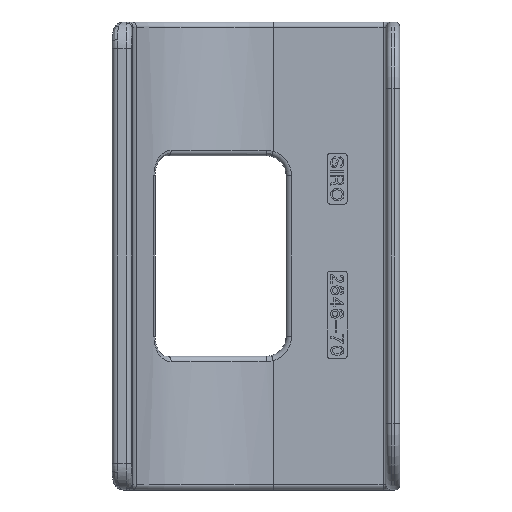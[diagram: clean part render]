
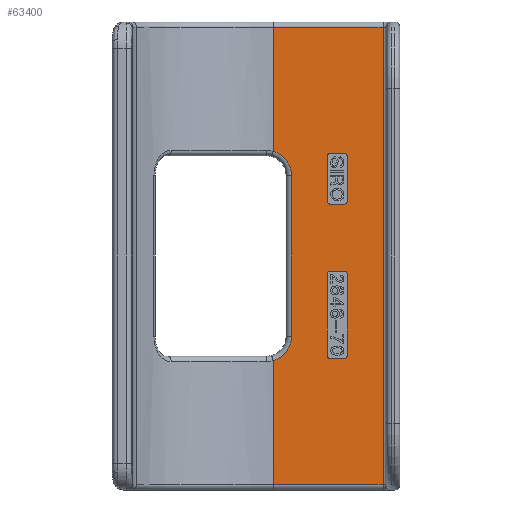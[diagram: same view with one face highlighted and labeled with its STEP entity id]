
A CAD part, front view. The second image highlights one B-rep face of the part: STEP entity #63400.
In plain terms, the highlighted planar face has unit normal (0, -1, 0).
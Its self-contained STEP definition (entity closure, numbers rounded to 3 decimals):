
#3520=CARTESIAN_POINT('',(24.083,18.,-55.8));
#3530=VERTEX_POINT('',#3520);
#5270=CARTESIAN_POINT('',(40.5,18.,-55.8));
#5280=VERTEX_POINT('',#5270);
#5310=CARTESIAN_POINT('',(0.,18.,-55.8));
#5320=DIRECTION('',(-1.,0.,0.));
#5330=VECTOR('',#5320,1.);
#5340=LINE('',#5310,#5330);
#5350=EDGE_CURVE('',#5280,#3530,#5340,.T.);
#18250=CARTESIAN_POINT('',(24.083,18.,-124.2));
#18260=VERTEX_POINT('',#18250);
#18290=CARTESIAN_POINT('',(0.,18.,-124.2));
#18300=DIRECTION('',(-1.,0.,0.));
#18310=VECTOR('',#18300,1.);
#18320=LINE('',#18290,#18310);
#18330=CARTESIAN_POINT('',(40.5,18.,-124.2));
#18340=VERTEX_POINT('',#18330);
#18350=EDGE_CURVE('',#18340,#18260,#18320,.T.);
#36270=CARTESIAN_POINT('',(26.8,18.,-102.));
#36280=VERTEX_POINT('',#36270);
#36460=CARTESIAN_POINT('',(26.8,18.,-78.));
#36470=VERTEX_POINT('',#36460);
#36500=CARTESIAN_POINT('',(26.8,18.,0.));
#36510=DIRECTION('',(0.,0.,-1.));
#36520=VECTOR('',#36510,1.);
#36530=LINE('',#36500,#36520);
#36540=EDGE_CURVE('',#36470,#36280,#36530,.T.);
#37510=CARTESIAN_POINT('',(24.083,18.,-105.642));
#37520=VERTEX_POINT('',#37510);
#37550=CARTESIAN_POINT('',(24.083,18.,-180.));
#37560=DIRECTION('',(0.,0.,1.));
#37570=VECTOR('',#37560,1.);
#37580=LINE('',#37550,#37570);
#37590=EDGE_CURVE('',#18260,#37520,#37580,.T.);
#37690=CARTESIAN_POINT('',(24.083,18.,0.));
#37700=DIRECTION('',(0.,0.,-1.));
#37710=VECTOR('',#37700,1.);
#37720=LINE('',#37690,#37710);
#37730=CARTESIAN_POINT('',(24.083,18.,-74.358));
#37740=VERTEX_POINT('',#37730);
#37750=EDGE_CURVE('',#3530,#37740,#37720,.T.);
#50700=CARTESIAN_POINT('',(23.,18.,-78.));
#50710=DIRECTION('',(0.,1.,0.));
#50720=DIRECTION('',(1.,0.,0.));
#50730=AXIS2_PLACEMENT_3D('',#50700,#50710,#50720);
#50740=CIRCLE('',#50730,3.8);
#50750=EDGE_CURVE('',#37740,#36470,#50740,.T.);
#57990=CARTESIAN_POINT('',(40.5,18.,0.));
#58000=DIRECTION('',(0.,0.,-1.));
#58010=VECTOR('',#58000,1.);
#58020=LINE('',#57990,#58010);
#58030=EDGE_CURVE('',#5280,#18340,#58020,.T.);
#58920=CARTESIAN_POINT('',(34.65,18.,-105.35));
#58930=VERTEX_POINT('',#58920);
#58960=CARTESIAN_POINT('',(0.,18.,-105.35));
#58970=DIRECTION('',(1.,0.,0.));
#58980=VECTOR('',#58970,1.);
#58990=LINE('',#58960,#58980);
#59000=CARTESIAN_POINT('',(32.65,18.,-105.35));
#59010=VERTEX_POINT('',#59000);
#59020=EDGE_CURVE('',#59010,#58930,#58990,.T.);
#61880=CARTESIAN_POINT('',(41.,18.,0.));
#61890=DIRECTION('',(-0.,1.,0.));
#61900=DIRECTION('',(1.,0.,0.));
#61910=AXIS2_PLACEMENT_3D('',#61880,#61890,#61900);
#61920=PLANE('',#61910);
#61930=CARTESIAN_POINT('',(32.65,18.,-81.75));
#61940=DIRECTION('',(0.,-1.,0.));
#61950=DIRECTION('',(0.,0.,-1.));
#61960=AXIS2_PLACEMENT_3D('',#61930,#61940,#61950);
#61970=CIRCLE('',#61960,0.5);
#61980=CARTESIAN_POINT('',(32.15,18.,-81.75));
#61990=VERTEX_POINT('',#61980);
#62000=CARTESIAN_POINT('',(32.65,18.,-82.25));
#62010=VERTEX_POINT('',#62000);
#62020=EDGE_CURVE('',#61990,#62010,#61970,.T.);
#62030=ORIENTED_EDGE('',*,*,#62020,.F.);
#62040=CARTESIAN_POINT('',(0.,18.,-82.25));
#62050=DIRECTION('',(1.,0.,0.));
#62060=VECTOR('',#62050,1.);
#62070=LINE('',#62040,#62060);
#62080=CARTESIAN_POINT('',(34.65,18.,-82.25));
#62090=VERTEX_POINT('',#62080);
#62100=EDGE_CURVE('',#62010,#62090,#62070,.T.);
#62110=ORIENTED_EDGE('',*,*,#62100,.F.);
#62120=CARTESIAN_POINT('',(34.65,18.,-81.75));
#62130=DIRECTION('',(0.,-1.,0.));
#62140=DIRECTION('',(0.,0.,-1.));
#62150=AXIS2_PLACEMENT_3D('',#62120,#62130,#62140);
#62160=CIRCLE('',#62150,0.5);
#62170=CARTESIAN_POINT('',(35.15,18.,-81.75));
#62180=VERTEX_POINT('',#62170);
#62190=EDGE_CURVE('',#62090,#62180,#62160,.T.);
#62200=ORIENTED_EDGE('',*,*,#62190,.F.);
#62210=CARTESIAN_POINT('',(35.15,18.,2.75));
#62220=DIRECTION('',(0.,0.,1.));
#62230=VECTOR('',#62220,1.);
#62240=LINE('',#62210,#62230);
#62250=CARTESIAN_POINT('',(35.15,18.,-75.15));
#62260=VERTEX_POINT('',#62250);
#62270=EDGE_CURVE('',#62180,#62260,#62240,.T.);
#62280=ORIENTED_EDGE('',*,*,#62270,.F.);
#62290=CARTESIAN_POINT('',(34.65,18.,-75.15));
#62300=DIRECTION('',(0.,-1.,0.));
#62310=DIRECTION('',(0.,0.,-1.));
#62320=AXIS2_PLACEMENT_3D('',#62290,#62300,#62310);
#62330=CIRCLE('',#62320,0.5);
#62340=CARTESIAN_POINT('',(34.65,18.,-74.65));
#62350=VERTEX_POINT('',#62340);
#62360=EDGE_CURVE('',#62260,#62350,#62330,.T.);
#62370=ORIENTED_EDGE('',*,*,#62360,.F.);
#62380=CARTESIAN_POINT('',(0.,18.,-74.65));
#62390=DIRECTION('',(-1.,0.,0.));
#62400=VECTOR('',#62390,1.);
#62410=LINE('',#62380,#62400);
#62420=CARTESIAN_POINT('',(32.65,18.,-74.65));
#62430=VERTEX_POINT('',#62420);
#62440=EDGE_CURVE('',#62350,#62430,#62410,.T.);
#62450=ORIENTED_EDGE('',*,*,#62440,.F.);
#62460=CARTESIAN_POINT('',(32.65,18.,-75.15));
#62470=DIRECTION('',(0.,-1.,0.));
#62480=DIRECTION('',(0.,0.,-1.));
#62490=AXIS2_PLACEMENT_3D('',#62460,#62470,#62480);
#62500=CIRCLE('',#62490,0.5);
#62510=CARTESIAN_POINT('',(32.15,18.,-75.15));
#62520=VERTEX_POINT('',#62510);
#62530=EDGE_CURVE('',#62430,#62520,#62500,.T.);
#62540=ORIENTED_EDGE('',*,*,#62530,.F.);
#62550=CARTESIAN_POINT('',(32.15,18.,2.75));
#62560=DIRECTION('',(0.,0.,-1.));
#62570=VECTOR('',#62560,1.);
#62580=LINE('',#62550,#62570);
#62590=EDGE_CURVE('',#62520,#61990,#62580,.T.);
#62600=ORIENTED_EDGE('',*,*,#62590,.F.);
#62610=EDGE_LOOP('',(#62600,#62540,#62450,#62370,#62280,#62200,#62110,
#62030));
#62620=FACE_BOUND('',#62610,.T.);
#62630=CARTESIAN_POINT('',(34.65,18.,-92.75));
#62640=DIRECTION('',(0.,-1.,0.));
#62650=DIRECTION('',(0.,0.,-1.));
#62660=AXIS2_PLACEMENT_3D('',#62630,#62640,#62650);
#62670=CIRCLE('',#62660,0.5);
#62680=CARTESIAN_POINT('',(35.15,18.,-92.75));
#62690=VERTEX_POINT('',#62680);
#62700=CARTESIAN_POINT('',(34.65,18.,-92.25));
#62710=VERTEX_POINT('',#62700);
#62720=EDGE_CURVE('',#62690,#62710,#62670,.T.);
#62730=ORIENTED_EDGE('',*,*,#62720,.F.);
#62740=CARTESIAN_POINT('',(0.,18.,-92.25));
#62750=DIRECTION('',(-1.,0.,0.));
#62760=VECTOR('',#62750,1.);
#62770=LINE('',#62740,#62760);
#62780=CARTESIAN_POINT('',(32.65,18.,-92.25));
#62790=VERTEX_POINT('',#62780);
#62800=EDGE_CURVE('',#62710,#62790,#62770,.T.);
#62810=ORIENTED_EDGE('',*,*,#62800,.F.);
#62820=CARTESIAN_POINT('',(32.65,18.,-92.75));
#62830=DIRECTION('',(0.,-1.,0.));
#62840=DIRECTION('',(0.,0.,-1.));
#62850=AXIS2_PLACEMENT_3D('',#62820,#62830,#62840);
#62860=CIRCLE('',#62850,0.5);
#62870=CARTESIAN_POINT('',(32.15,18.,-92.75));
#62880=VERTEX_POINT('',#62870);
#62890=EDGE_CURVE('',#62790,#62880,#62860,.T.);
#62900=ORIENTED_EDGE('',*,*,#62890,.F.);
#62910=CARTESIAN_POINT('',(32.15,18.,-26.88));
#62920=DIRECTION('',(0.,0.,-1.));
#62930=VECTOR('',#62920,1.);
#62940=LINE('',#62910,#62930);
#62950=CARTESIAN_POINT('',(32.15,18.,-104.85));
#62960=VERTEX_POINT('',#62950);
#62970=EDGE_CURVE('',#62880,#62960,#62940,.T.);
#62980=ORIENTED_EDGE('',*,*,#62970,.F.);
#62990=CARTESIAN_POINT('',(32.65,18.,-104.85));
#63000=DIRECTION('',(0.,1.,0.));
#63010=DIRECTION('',(1.,0.,0.));
#63020=AXIS2_PLACEMENT_3D('',#62990,#63000,#63010);
#63030=CIRCLE('',#63020,0.5);
#63040=EDGE_CURVE('',#59010,#62960,#63030,.T.);
#63050=ORIENTED_EDGE('',*,*,#63040,.T.);
#63060=ORIENTED_EDGE('',*,*,#59020,.F.);
#63070=CARTESIAN_POINT('',(34.65,18.,-104.85));
#63080=DIRECTION('',(0.,1.,0.));
#63090=DIRECTION('',(1.,0.,0.));
#63100=AXIS2_PLACEMENT_3D('',#63070,#63080,#63090);
#63110=CIRCLE('',#63100,0.5);
#63120=CARTESIAN_POINT('',(35.15,18.,-104.85));
#63130=VERTEX_POINT('',#63120);
#63140=EDGE_CURVE('',#63130,#58930,#63110,.T.);
#63150=ORIENTED_EDGE('',*,*,#63140,.T.);
#63160=CARTESIAN_POINT('',(35.15,18.,-26.88));
#63170=DIRECTION('',(0.,0.,1.));
#63180=VECTOR('',#63170,1.);
#63190=LINE('',#63160,#63180);
#63200=EDGE_CURVE('',#63130,#62690,#63190,.T.);
#63210=ORIENTED_EDGE('',*,*,#63200,.F.);
#63220=EDGE_LOOP('',(#63210,#63150,#63060,#63050,#62980,#62900,#62810,
#62730));
#63230=FACE_BOUND('',#63220,.T.);
#63240=ORIENTED_EDGE('',*,*,#18350,.F.);
#63250=ORIENTED_EDGE('',*,*,#37590,.F.);
#63260=CARTESIAN_POINT('',(23.,18.,-102.));
#63270=DIRECTION('',(0.,-1.,0.));
#63280=DIRECTION('',(1.,0.,0.));
#63290=AXIS2_PLACEMENT_3D('',#63260,#63270,#63280);
#63300=CIRCLE('',#63290,3.8);
#63310=EDGE_CURVE('',#37520,#36280,#63300,.T.);
#63320=ORIENTED_EDGE('',*,*,#63310,.F.);
#63330=ORIENTED_EDGE('',*,*,#36540,.T.);
#63340=ORIENTED_EDGE('',*,*,#50750,.T.);
#63350=ORIENTED_EDGE('',*,*,#37750,.T.);
#63360=ORIENTED_EDGE('',*,*,#5350,.T.);
#63370=ORIENTED_EDGE('',*,*,#58030,.F.);
#63380=EDGE_LOOP('',(#63370,#63360,#63350,#63340,#63330,#63320,#63250,
#63240));
#63390=FACE_OUTER_BOUND('',#63380,.T.);
#63400=ADVANCED_FACE('',(#62620,#63230,#63390),#61920,.F.);
